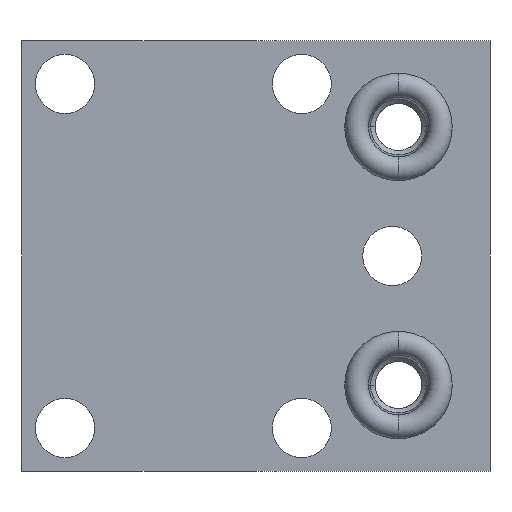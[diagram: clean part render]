
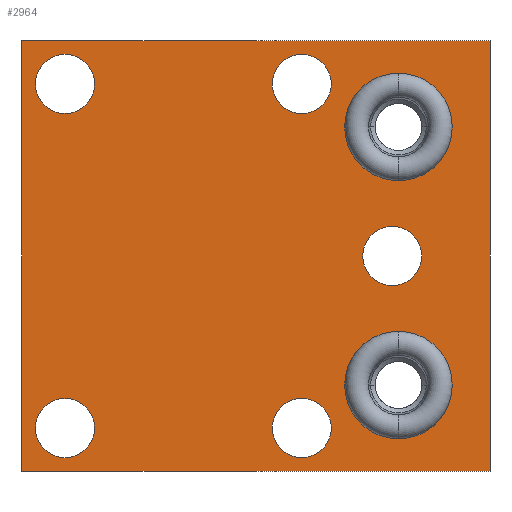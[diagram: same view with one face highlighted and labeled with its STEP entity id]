
A CAD part, left-side view. The second image highlights one B-rep face of the part: STEP entity #2964.
In plain terms, the highlighted planar face has unit normal (-1, 0, 0).
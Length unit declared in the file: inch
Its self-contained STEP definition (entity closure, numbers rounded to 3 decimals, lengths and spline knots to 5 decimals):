
#910=DIRECTION('',(0.,-1.,0.));
#911=VECTOR('',#910,2.72);
#912=CARTESIAN_POINT('',(-1.25,0.938,1.25));
#913=LINE('',#912,#911);
#917=DIRECTION('',(0.,0.,-1.));
#918=VECTOR('',#917,2.5);
#919=CARTESIAN_POINT('',(-1.25,-1.782,1.25));
#920=LINE('',#919,#918);
#924=DIRECTION('',(0.,1.,0.));
#925=VECTOR('',#924,2.72);
#926=CARTESIAN_POINT('',(-1.25,-1.782,-1.25));
#927=LINE('',#926,#925);
#931=DIRECTION('',(0.,0.,1.));
#932=VECTOR('',#931,2.5);
#933=CARTESIAN_POINT('',(-1.25,0.938,-1.25));
#934=LINE('',#933,#932);
#938=CARTESIAN_POINT('',(-1.25,0.688,1.));
#939=DIRECTION('',(-1.,0.,0.));
#940=DIRECTION('',(0.,-1.,0.));
#941=AXIS2_PLACEMENT_3D('',#938,#939,#940);
#946=CARTESIAN_POINT('',(-1.25,0.688,1.));
#947=DIRECTION('',(-1.,0.,0.));
#948=DIRECTION('',(0.,1.,0.));
#949=AXIS2_PLACEMENT_3D('',#946,#947,#948);
#954=CARTESIAN_POINT('',(-1.25,0.688,-1.));
#955=DIRECTION('',(-1.,0.,0.));
#956=DIRECTION('',(0.,-1.,0.));
#957=AXIS2_PLACEMENT_3D('',#954,#955,#956);
#962=CARTESIAN_POINT('',(-1.25,0.688,-1.));
#963=DIRECTION('',(-1.,0.,0.));
#964=DIRECTION('',(0.,1.,0.));
#965=AXIS2_PLACEMENT_3D('',#962,#963,#964);
#970=CARTESIAN_POINT('',(-1.25,-0.688,1.));
#971=DIRECTION('',(-1.,0.,0.));
#972=DIRECTION('',(0.,-1.,0.));
#973=AXIS2_PLACEMENT_3D('',#970,#971,#972);
#978=CARTESIAN_POINT('',(-1.25,-0.688,1.));
#979=DIRECTION('',(-1.,0.,0.));
#980=DIRECTION('',(0.,1.,0.));
#981=AXIS2_PLACEMENT_3D('',#978,#979,#980);
#986=CARTESIAN_POINT('',(-1.25,-0.688,-1.));
#987=DIRECTION('',(-1.,0.,0.));
#988=DIRECTION('',(0.,-1.,0.));
#989=AXIS2_PLACEMENT_3D('',#986,#987,#988);
#994=CARTESIAN_POINT('',(-1.25,-0.688,-1.));
#995=DIRECTION('',(-1.,0.,0.));
#996=DIRECTION('',(0.,1.,0.));
#997=AXIS2_PLACEMENT_3D('',#994,#995,#996);
#1002=CARTESIAN_POINT('',(-1.25,-1.214,0.));
#1003=DIRECTION('',(-1.,0.,0.));
#1004=DIRECTION('',(0.,-1.,0.));
#1005=AXIS2_PLACEMENT_3D('',#1002,#1003,#1004);
#1010=CARTESIAN_POINT('',(-1.25,-1.214,0.));
#1011=DIRECTION('',(-1.,0.,0.));
#1012=DIRECTION('',(0.,1.,0.));
#1013=AXIS2_PLACEMENT_3D('',#1010,#1011,#1012);
#1018=CARTESIAN_POINT('',(-1.25,-1.25,0.75));
#1019=DIRECTION('',(1.,0.,0.));
#1020=DIRECTION('',(0.,1.,0.));
#1021=AXIS2_PLACEMENT_3D('',#1018,#1019,#1020);
#1026=CARTESIAN_POINT('',(-1.25,-1.25,0.75));
#1027=DIRECTION('',(1.,0.,0.));
#1028=DIRECTION('',(0.,-1.,0.));
#1029=AXIS2_PLACEMENT_3D('',#1026,#1027,#1028);
#1034=CARTESIAN_POINT('',(-1.25,-1.25,-0.75));
#1035=DIRECTION('',(1.,0.,0.));
#1036=DIRECTION('',(0.,1.,0.));
#1037=AXIS2_PLACEMENT_3D('',#1034,#1035,#1036);
#1042=CARTESIAN_POINT('',(-1.25,-1.25,-0.75));
#1043=DIRECTION('',(1.,0.,0.));
#1044=DIRECTION('',(0.,-1.,0.));
#1045=AXIS2_PLACEMENT_3D('',#1042,#1043,#1044);
#1938=CARTESIAN_POINT('',(-1.25,0.938,1.25));
#1939=CARTESIAN_POINT('',(-1.25,-1.782,1.25));
#1940=VERTEX_POINT('',#1938);
#1941=VERTEX_POINT('',#1939);
#1942=CARTESIAN_POINT('',(-1.25,-1.782,-1.25));
#1943=VERTEX_POINT('',#1942);
#1944=CARTESIAN_POINT('',(-1.25,0.938,-1.25));
#1945=VERTEX_POINT('',#1944);
#1966=CARTESIAN_POINT('',(-1.25,0.5165,1.));
#1967=CARTESIAN_POINT('',(-1.25,0.8595,1.));
#1968=VERTEX_POINT('',#1966);
#1969=VERTEX_POINT('',#1967);
#1978=CARTESIAN_POINT('',(-1.25,-0.9375,0.75));
#1979=CARTESIAN_POINT('',(-1.25,-1.5625,0.75));
#1980=VERTEX_POINT('',#1978);
#1981=VERTEX_POINT('',#1979);
#1998=CARTESIAN_POINT('',(-1.25,-0.9375,-0.75));
#1999=CARTESIAN_POINT('',(-1.25,-1.5625,-0.75));
#2000=VERTEX_POINT('',#1998);
#2001=VERTEX_POINT('',#1999);
#2124=CARTESIAN_POINT('',(-1.25,0.5165,-1.));
#2125=CARTESIAN_POINT('',(-1.25,0.8595,-1.));
#2126=VERTEX_POINT('',#2124);
#2127=VERTEX_POINT('',#2125);
#2132=CARTESIAN_POINT('',(-1.25,-0.8595,1.));
#2133=CARTESIAN_POINT('',(-1.25,-0.5165,1.));
#2134=VERTEX_POINT('',#2132);
#2135=VERTEX_POINT('',#2133);
#2140=CARTESIAN_POINT('',(-1.25,-0.8595,-1.));
#2141=CARTESIAN_POINT('',(-1.25,-0.5165,-1.));
#2142=VERTEX_POINT('',#2140);
#2143=VERTEX_POINT('',#2141);
#2148=CARTESIAN_POINT('',(-1.25,-1.3855,0.));
#2149=CARTESIAN_POINT('',(-1.25,-1.0425,0.));
#2150=VERTEX_POINT('',#2148);
#2151=VERTEX_POINT('',#2149);
#2909=CARTESIAN_POINT('',(-1.25,0.,0.));
#2910=DIRECTION('',(1.,0.,0.));
#2911=DIRECTION('',(0.,0.,-1.));
#2912=AXIS2_PLACEMENT_3D('',#2909,#2910,#2911);
#2913=PLANE('',#2912);
#2914=ORIENTED_EDGE('',*,*,#2902,.T.);
#2915=ORIENTED_EDGE('',*,*,#2346,.T.);
#2917=ORIENTED_EDGE('',*,*,#2916,.T.);
#2919=ORIENTED_EDGE('',*,*,#2918,.T.);
#2920=EDGE_LOOP('',(#2914,#2915,#2917,#2919));
#2921=FACE_OUTER_BOUND('',#2920,.F.);
#2923=ORIENTED_EDGE('',*,*,#2922,.T.);
#2925=ORIENTED_EDGE('',*,*,#2924,.T.);
#2926=EDGE_LOOP('',(#2923,#2925));
#2927=FACE_BOUND('',#2926,.F.);
#2929=ORIENTED_EDGE('',*,*,#2928,.T.);
#2931=ORIENTED_EDGE('',*,*,#2930,.T.);
#2932=EDGE_LOOP('',(#2929,#2931));
#2933=FACE_BOUND('',#2932,.F.);
#2935=ORIENTED_EDGE('',*,*,#2934,.T.);
#2937=ORIENTED_EDGE('',*,*,#2936,.T.);
#2938=EDGE_LOOP('',(#2935,#2937));
#2939=FACE_BOUND('',#2938,.F.);
#2941=ORIENTED_EDGE('',*,*,#2940,.T.);
#2943=ORIENTED_EDGE('',*,*,#2942,.T.);
#2944=EDGE_LOOP('',(#2941,#2943));
#2945=FACE_BOUND('',#2944,.F.);
#2947=ORIENTED_EDGE('',*,*,#2946,.T.);
#2949=ORIENTED_EDGE('',*,*,#2948,.T.);
#2950=EDGE_LOOP('',(#2947,#2949));
#2951=FACE_BOUND('',#2950,.F.);
#2953=ORIENTED_EDGE('',*,*,#2952,.F.);
#2955=ORIENTED_EDGE('',*,*,#2954,.F.);
#2956=EDGE_LOOP('',(#2953,#2955));
#2957=FACE_BOUND('',#2956,.F.);
#2959=ORIENTED_EDGE('',*,*,#2958,.F.);
#2961=ORIENTED_EDGE('',*,*,#2960,.F.);
#2962=EDGE_LOOP('',(#2959,#2961));
#2963=FACE_BOUND('',#2962,.F.);
#942=CIRCLE('',#941,0.1715);
#950=CIRCLE('',#949,0.1715);
#958=CIRCLE('',#957,0.1715);
#966=CIRCLE('',#965,0.1715);
#974=CIRCLE('',#973,0.1715);
#982=CIRCLE('',#981,0.1715);
#990=CIRCLE('',#989,0.1715);
#998=CIRCLE('',#997,0.1715);
#1006=CIRCLE('',#1005,0.1715);
#1014=CIRCLE('',#1013,0.1715);
#1022=CIRCLE('',#1021,0.3125);
#1030=CIRCLE('',#1029,0.3125);
#1038=CIRCLE('',#1037,0.3125);
#1046=CIRCLE('',#1045,0.3125);
#2346=EDGE_CURVE('',#1941,#1943,#920,.T.);
#2902=EDGE_CURVE('',#1940,#1941,#913,.T.);
#2916=EDGE_CURVE('',#1943,#1945,#927,.T.);
#2918=EDGE_CURVE('',#1945,#1940,#934,.T.);
#2922=EDGE_CURVE('',#1968,#1969,#942,.T.);
#2924=EDGE_CURVE('',#1969,#1968,#950,.T.);
#2928=EDGE_CURVE('',#2126,#2127,#958,.T.);
#2930=EDGE_CURVE('',#2127,#2126,#966,.T.);
#2934=EDGE_CURVE('',#2134,#2135,#974,.T.);
#2936=EDGE_CURVE('',#2135,#2134,#982,.T.);
#2940=EDGE_CURVE('',#2142,#2143,#990,.T.);
#2942=EDGE_CURVE('',#2143,#2142,#998,.T.);
#2946=EDGE_CURVE('',#2150,#2151,#1006,.T.);
#2948=EDGE_CURVE('',#2151,#2150,#1014,.T.);
#2952=EDGE_CURVE('',#1980,#1981,#1022,.T.);
#2954=EDGE_CURVE('',#1981,#1980,#1030,.T.);
#2958=EDGE_CURVE('',#2000,#2001,#1038,.T.);
#2960=EDGE_CURVE('',#2001,#2000,#1046,.T.);
#2964=ADVANCED_FACE('',(#2921,#2927,#2933,#2939,#2945,#2951,#2957,#2963),#2913,
.F.);
